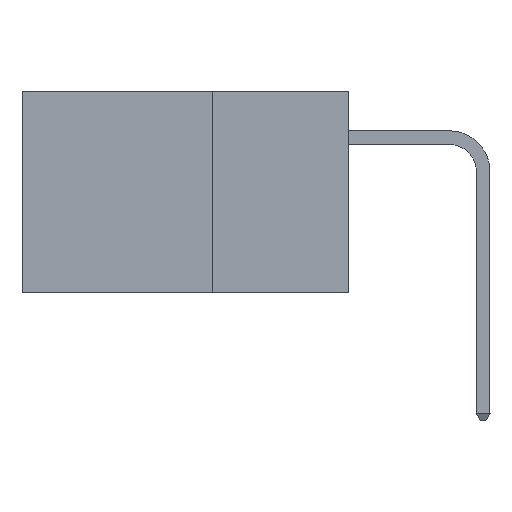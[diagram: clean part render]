
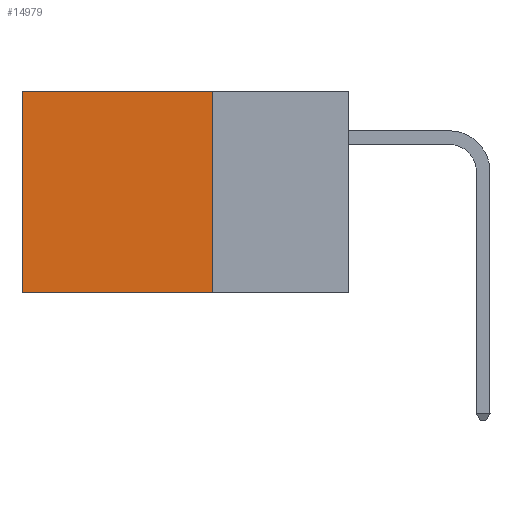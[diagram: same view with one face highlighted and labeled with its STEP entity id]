
A CAD part, left-side view. The second image highlights one B-rep face of the part: STEP entity #14979.
In plain terms, the highlighted planar face has unit normal (-1, 0, 0).
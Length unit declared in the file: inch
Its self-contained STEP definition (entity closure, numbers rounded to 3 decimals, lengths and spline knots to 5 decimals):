
#1 = LINE ( 'NONE', #160, #9492 ) ;
#160 = CARTESIAN_POINT ( 'NONE',  ( 0.2875, 0.25, 0. ) ) ;
#244 = DIRECTION ( 'NONE',  ( 0., 0., -1. ) ) ;
#612 = CARTESIAN_POINT ( 'NONE',  ( 0.2875, 0.25, 0. ) ) ;
#1276 = CARTESIAN_POINT ( 'NONE',  ( 0.2875, 0.6, 0. ) ) ;
#1308 = DIRECTION ( 'NONE',  ( 0., 1., 0. ) ) ;
#1328 = PLANE ( 'NONE',  #11648 ) ;
#1618 = DIRECTION ( 'NONE',  ( 0., 0., -1. ) ) ;
#2335 = CARTESIAN_POINT ( 'NONE',  ( 0.2875, 0.25, -0.37 ) ) ;
#2878 = EDGE_CURVE ( 'NONE', #4560, #11586, #4071, .T. ) ;
#3038 = DIRECTION ( 'NONE',  ( 0., 0., -1. ) ) ;
#3280 = VECTOR ( 'NONE', #1618, 39.37008 ) ;
#3414 = CARTESIAN_POINT ( 'NONE',  ( 0.2875, 0.25, 0. ) ) ;
#4071 = LINE ( 'NONE', #612, #7994 ) ;
#4186 = EDGE_LOOP ( 'NONE', ( #14405, #15231, #8217, #9521 ) ) ;
#4560 = VERTEX_POINT ( 'NONE', #3414 ) ;
#4768 = DIRECTION ( 'NONE',  ( 0., 1., 0. ) ) ;
#6165 = CARTESIAN_POINT ( 'NONE',  ( 0.2875, 0.25, 0. ) ) ;
#7994 = VECTOR ( 'NONE', #3038, 39.37008 ) ;
#8217 = ORIENTED_EDGE ( 'NONE', *, *, #2878, .F. ) ;
#9492 = VECTOR ( 'NONE', #4768, 39.37008 ) ;
#9521 = ORIENTED_EDGE ( 'NONE', *, *, #11601, .T. ) ;
#9525 = VERTEX_POINT ( 'NONE', #1276 ) ;
#9830 = CARTESIAN_POINT ( 'NONE',  ( 0.2875, 0.6, -0.37 ) ) ;
#10848 = LINE ( 'NONE', #2335, #11246 ) ;
#10862 = CARTESIAN_POINT ( 'NONE',  ( 0.2875, 0.25, -0.37 ) ) ;
#10944 = DIRECTION ( 'NONE',  ( 1., 0., 0. ) ) ;
#11000 = EDGE_CURVE ( 'NONE', #9525, #12213, #12312, .T. ) ;
#11246 = VECTOR ( 'NONE', #1308, 39.37008 ) ;
#11586 = VERTEX_POINT ( 'NONE', #10862 ) ;
#11601 = EDGE_CURVE ( 'NONE', #4560, #9525, #1, .T. ) ;
#11648 = AXIS2_PLACEMENT_3D ( 'NONE', #6165, #10944, #244 ) ;
#12031 = FACE_OUTER_BOUND ( 'NONE', #4186, .T. ) ;
#12153 = CARTESIAN_POINT ( 'NONE',  ( 0.2875, 0.6, 0. ) ) ;
#12213 = VERTEX_POINT ( 'NONE', #9830 ) ;
#12312 = LINE ( 'NONE', #12153, #3280 ) ;
#14405 = ORIENTED_EDGE ( 'NONE', *, *, #11000, .T. ) ;
#14979 = ADVANCED_FACE ( 'NONE', ( #12031 ), #1328, .F. ) ;
#15231 = ORIENTED_EDGE ( 'NONE', *, *, #15375, .F. ) ;
#15375 = EDGE_CURVE ( 'NONE', #11586, #12213, #10848, .T. ) ;
